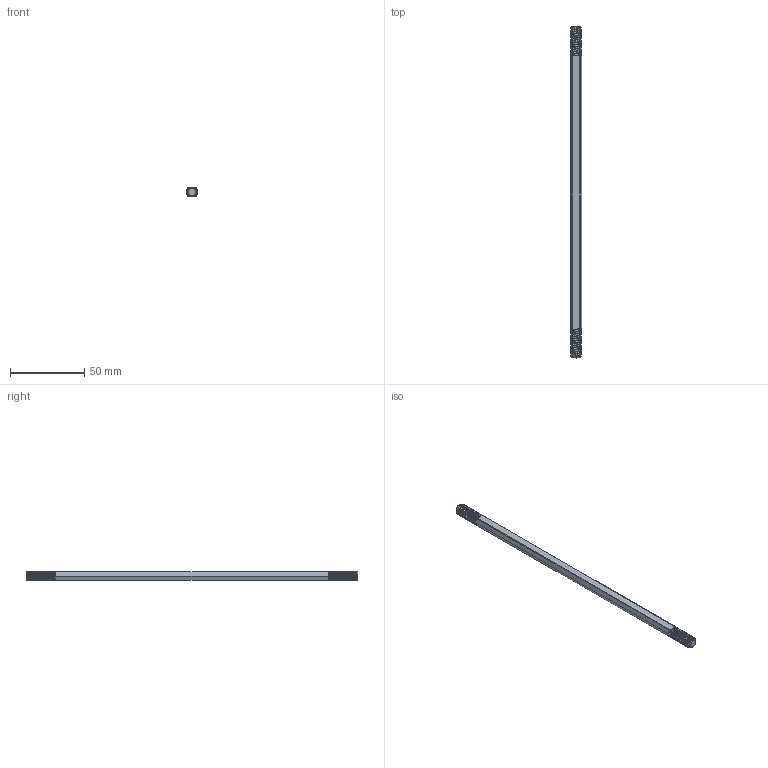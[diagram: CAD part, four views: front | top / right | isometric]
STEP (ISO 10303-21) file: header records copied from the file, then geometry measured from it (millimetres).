
FILE_DESCRIPTION(/* description */ (''),/* implementation_level */ '2;1');
FILE_NAME(/* name */ 'Axle_8_Double_Thread.step',/* time_stamp */ '2023-12-03T22:09:29-08:00',/* author */ (''),/* organization */ (''),/* preprocessor_version */ 'ST-DEVELOPER v20',/* originating_system */ 'Autodesk Translation Framework v12.14.0.127',/* authorisation */ '');
FILE_SCHEMA (('AUTOMOTIVE_DESIGN { 1 0 10303 214 3 1 1 }'));
Length unit declared in the file: millimetre
Products named in the file (1): Axle
Bounding box: 7.9 x 224 x 6.04 mm (x, y, z)
Volume: 8603.2 mm3; surface area: 5732.1 mm2
Topology: 1 solids, 1 shells, 272 faces, 692 edges, 422 vertices
Faces by surface type: bspline 108, cylinder 80, plane 80, cone 4
Full cylindrical faces by diameter (mm): 5.936 x2
Entity records: 15930 total; most frequent: CARTESIAN_POINT 10708, ORIENTED_EDGE 1384, EDGE_CURVE 692, DIRECTION 550, B_SPLINE_CURVE_WITH_KNOTS 488, VERTEX_POINT 422, FACE_OUTER_BOUND 272, EDGE_LOOP 272
